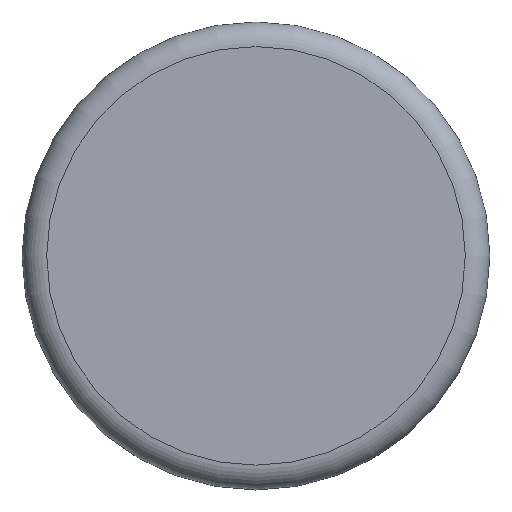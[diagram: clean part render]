
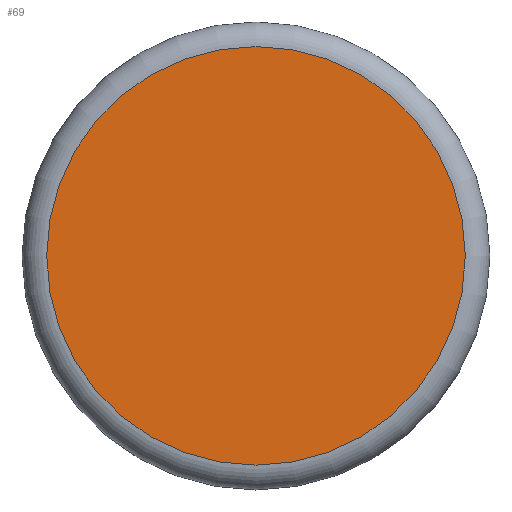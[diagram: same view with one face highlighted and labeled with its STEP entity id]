
A CAD part, top view. The second image highlights one B-rep face of the part: STEP entity #69.
In plain terms, the highlighted planar face has unit normal (0, 0, 1).
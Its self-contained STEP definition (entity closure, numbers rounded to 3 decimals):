
#69 = ADVANCED_FACE( '', ( #148 ), #149, .F. );
#148 = FACE_OUTER_BOUND( '', #221, .T. );
#149 = PLANE( '', #222 );
#221 = EDGE_LOOP( '', ( #316 ) );
#222 = AXIS2_PLACEMENT_3D( '', #317, #318, #319 );
#316 = ORIENTED_EDGE( '', *, *, #361, .T. );
#317 = CARTESIAN_POINT( '', ( 9.5, 0., 16.4 ) );
#318 = DIRECTION( '', ( 0., 0., -1. ) );
#319 = DIRECTION( '', ( -1., 0., 0. ) );
#361 = EDGE_CURVE( '', #409, #409, #410, .F. );
#409 = VERTEX_POINT( '', #458 );
#410 = CIRCLE( '', #459, 8.5 );
#458 = CARTESIAN_POINT( '', ( -8.5, 0., 16.4 ) );
#459 = AXIS2_PLACEMENT_3D( '', #507, #508, #509 );
#507 = CARTESIAN_POINT( '', ( 0., 0., 16.4 ) );
#508 = DIRECTION( '', ( 0., 0., -1. ) );
#509 = DIRECTION( '', ( -1., 0., 0. ) );
